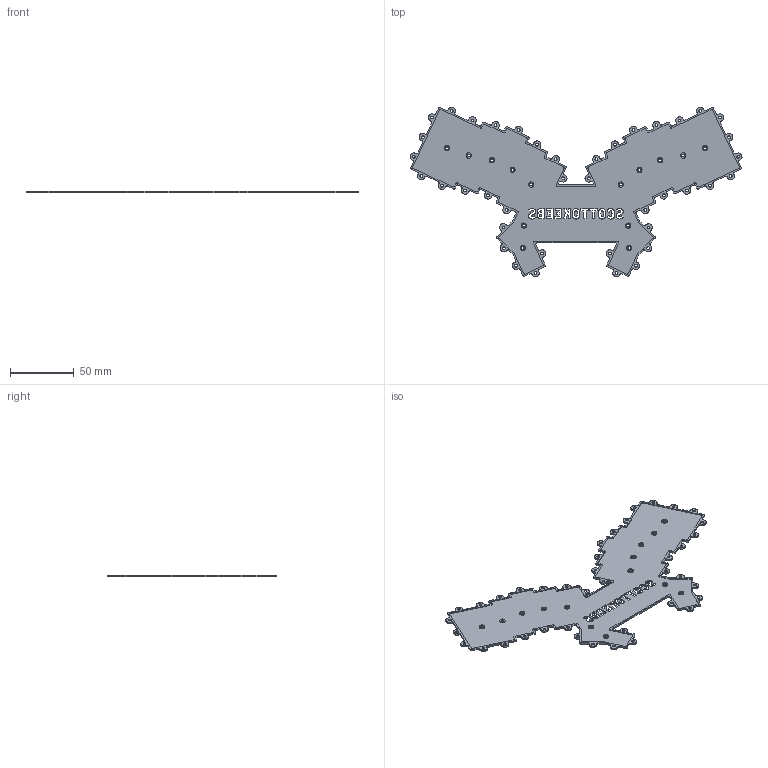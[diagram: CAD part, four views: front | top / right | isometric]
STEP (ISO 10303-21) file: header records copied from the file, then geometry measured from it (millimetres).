
FILE_DESCRIPTION(('HOOPS Exchange Step'),'2;1');
FILE_NAME('temp_export','2023-11-19T20:08:43+19:00',('jscotto'),('Shapr3D Limited'),'HOOPS Exchange 2023.2','Shapr3D','Authorized');
FILE_SCHEMA( ('AUTOMOTIVE_DESIGN { 1 0 10303 214 1 1 1 1 }') );
Length unit declared in the file: millimetre
Products named in the file (1): 3x6 - Bottom (ScottoKeebs)
Bounding box: 260.56 x 133.33 x 1.2 mm (x, y, z)
Volume: 10744.6 mm3; surface area: 35152.9 mm2
Topology: 5 solids, 5 shells, 688 faces, 2088 edges, 1425 vertices
Faces by surface type: cylinder 358, plane 254, cone 54, bspline 22
Full cylindrical faces by diameter (mm): 2.2 x54, 4.1 x1, 4.2 x13
Entity records: 26305 total; most frequent: CARTESIAN_POINT 6333, DIRECTION 4297, ORIENTED_EDGE 4176, EDGE_CURVE 2088, AXIS2_PLACEMENT_3D 1586, VERTEX_POINT 1425, VECTOR 1125, LINE 1125
